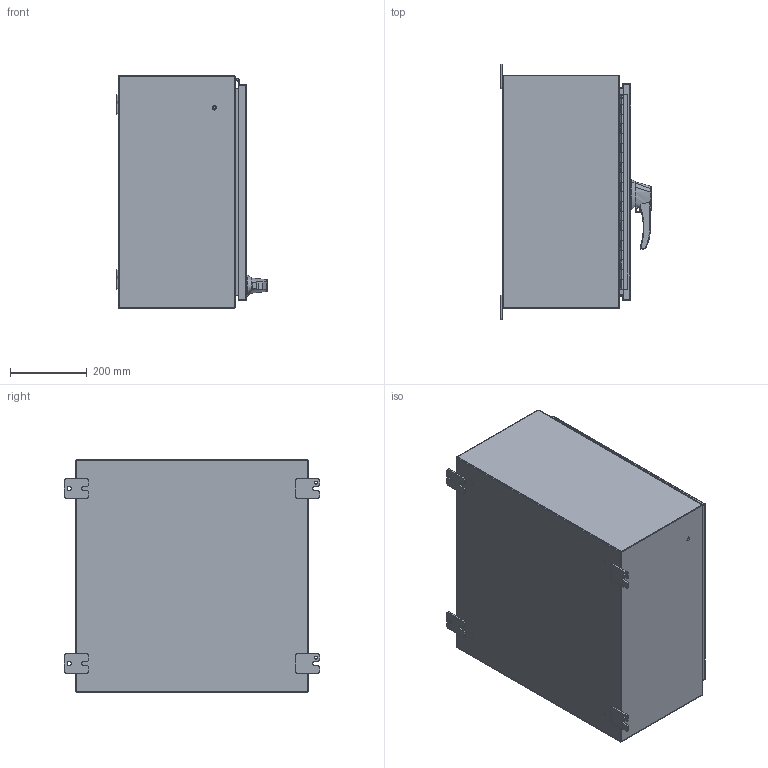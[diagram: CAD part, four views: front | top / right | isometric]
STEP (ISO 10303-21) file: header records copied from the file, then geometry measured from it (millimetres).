
FILE_DESCRIPTION (( 'STEP AP214' ), '1' );
FILE_NAME ('HW242412GYHK.STEP', '2019-08-19T13:35:00', ( '' ), ( '' ), 'SwSTEP 2.0', 'SolidWorks 2018', '' );
FILE_SCHEMA (( 'AUTOMOTIVE_DESIGN' ));
Length unit declared in the file: inch
Products named in the file (1): HW242412GYHK
Bounding box: 394 x 666.75 x 609.6 mm (x, y, z)
Volume: 3546644.1 mm3; surface area: 3597104.4 mm2
Topology: 43 solids, 44 shells, 1400 faces, 3522 edges, 2246 vertices
Faces by surface type: plane 675, cylinder 559, bspline 101, cone 65
Entity records: 98102 total; most frequent: CARTESIAN_POINT 46534, ORIENTED_EDGE 7028, DIRECTION 6575, EDGE_CURVE 3514, AXIS2_PLACEMENT_3D 2270, VERTEX_POINT 2246, LINE 2035, VECTOR 2035
